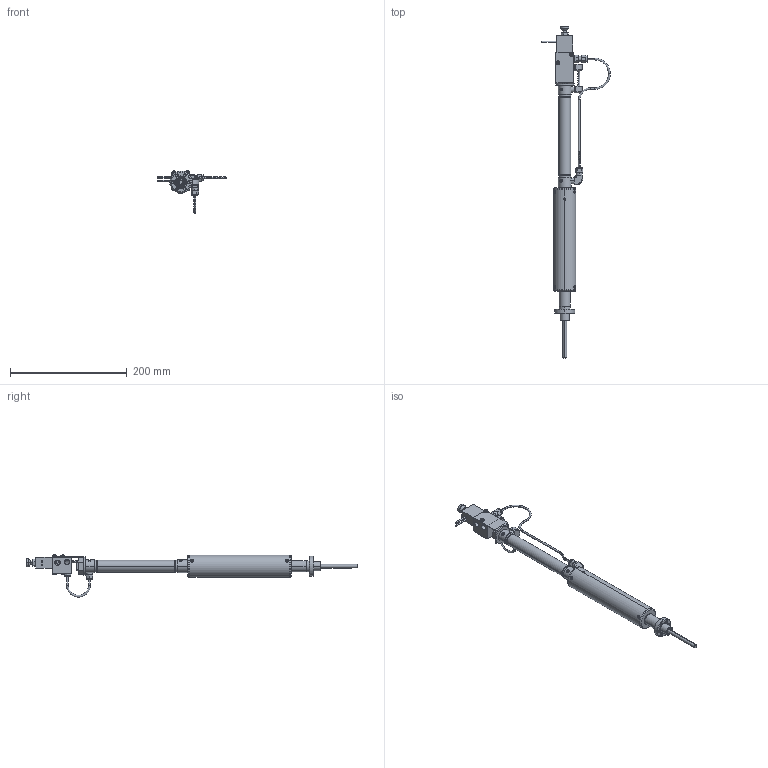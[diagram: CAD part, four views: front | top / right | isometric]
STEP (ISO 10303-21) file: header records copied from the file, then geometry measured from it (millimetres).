
FILE_DESCRIPTION (( 'STEP AP214' ), '1' );
FILE_NAME ('FLMP-133-25-4_ACV-24, AP214.STEP', '2021-09-30T04:47:35', ( '' ), ( '' ), 'SwSTEP 2.0', 'SolidWorks 2010', '' );
FILE_SCHEMA (( 'AUTOMOTIVE_DESIGN' ));
Length unit declared in the file: inch
Products named in the file (1): FLMP-133-25-4_ACV-24, AP214
Bounding box: 117.54 x 568.66 x 72.52 mm (x, y, z)
Surface area: 79379.6 mm2 (no closed solid volume)
Topology: 0 solids, 42 shells, 429 faces, 1400 edges, 1002 vertices
Faces by surface type: plane 202, cylinder 132, cone 73, torus 22
Entity records: 22302 total; most frequent: CARTESIAN_POINT 4670, DIRECTION 2513, ORIENTED_EDGE 2208, EDGE_CURVE 1390, VERTEX_POINT 1002, AXIS2_PLACEMENT_3D 925, LINE 663, VECTOR 663
